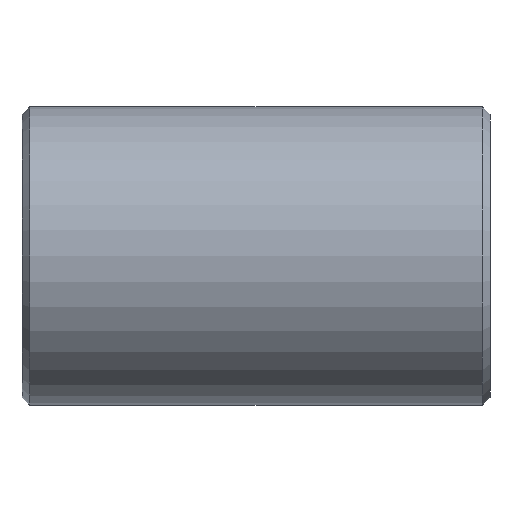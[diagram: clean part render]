
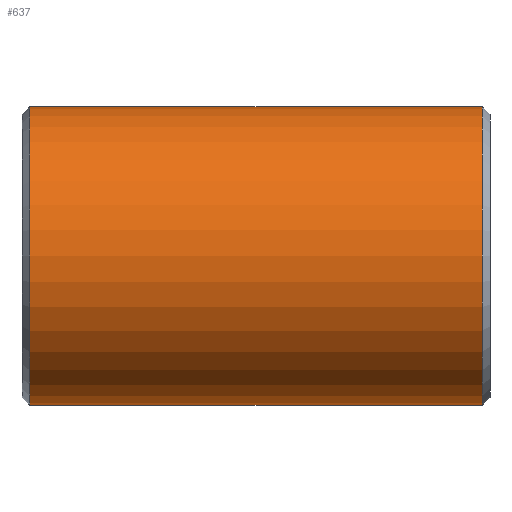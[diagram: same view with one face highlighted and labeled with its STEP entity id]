
A CAD part, front view. The second image highlights one B-rep face of the part: STEP entity #637.
In plain terms, the highlighted cylindrical face has radius 161.925 mm (diameter 323.85 mm), a partial arc.
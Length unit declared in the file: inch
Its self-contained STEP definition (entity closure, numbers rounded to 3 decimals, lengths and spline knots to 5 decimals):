
#6 = DIRECTION ( 'NONE',  ( -1., 0., 0. ) ) ;
#17 = ORIENTED_EDGE ( 'NONE', *, *, #162, .T. ) ;
#32 = ORIENTED_EDGE ( 'NONE', *, *, #446, .T. ) ;
#49 = DIRECTION ( 'NONE',  ( 1., 0., 0. ) ) ;
#63 = AXIS2_PLACEMENT_3D ( 'NONE', #528, #6, #344 ) ;
#81 = EDGE_CURVE ( 'NONE', #337, #824, #201, .T. ) ;
#116 = VECTOR ( 'NONE', #140, 39.37008 ) ;
#132 = CARTESIAN_POINT ( 'NONE',  ( 10., 0., 6.375 ) ) ;
#140 = DIRECTION ( 'NONE',  ( -1., 0., 0. ) ) ;
#162 = EDGE_CURVE ( 'NONE', #575, #294, #255, .T. ) ;
#180 = ORIENTED_EDGE ( 'NONE', *, *, #81, .T. ) ;
#183 = DIRECTION ( 'NONE',  ( 0., 0., -1. ) ) ;
#201 = CIRCLE ( 'NONE', #425, 6.375 ) ;
#207 = CARTESIAN_POINT ( 'NONE',  ( -9.66667, 0., 6.375 ) ) ;
#248 = CARTESIAN_POINT ( 'NONE',  ( 9.66667, 0., 0. ) ) ;
#255 = CIRCLE ( 'NONE', #648, 6.375 ) ;
#294 = VERTEX_POINT ( 'NONE', #545 ) ;
#300 = EDGE_LOOP ( 'NONE', ( #638, #17, #32, #180 ) ) ;
#311 = DIRECTION ( 'NONE',  ( 0., 0., 1. ) ) ;
#332 = FACE_OUTER_BOUND ( 'NONE', #300, .T. ) ;
#337 = VERTEX_POINT ( 'NONE', #207 ) ;
#344 = DIRECTION ( 'NONE',  ( 0., 0., 1. ) ) ;
#407 = CYLINDRICAL_SURFACE ( 'NONE', #63, 6.375 ) ;
#412 = DIRECTION ( 'NONE',  ( -1., 0., 0. ) ) ;
#425 = AXIS2_PLACEMENT_3D ( 'NONE', #514, #49, #311 ) ;
#442 = VECTOR ( 'NONE', #412, 39.37008 ) ;
#446 = EDGE_CURVE ( 'NONE', #294, #337, #804, .T. ) ;
#514 = CARTESIAN_POINT ( 'NONE',  ( -9.66667, 0., 0. ) ) ;
#525 = CARTESIAN_POINT ( 'NONE',  ( 10., 0., -6.375 ) ) ;
#528 = CARTESIAN_POINT ( 'NONE',  ( 10., 0., 0. ) ) ;
#538 = LINE ( 'NONE', #525, #442 ) ;
#545 = CARTESIAN_POINT ( 'NONE',  ( 9.66667, 0., 6.375 ) ) ;
#568 = CARTESIAN_POINT ( 'NONE',  ( 9.66667, 0., -6.375 ) ) ;
#575 = VERTEX_POINT ( 'NONE', #568 ) ;
#637 = ADVANCED_FACE ( 'NONE', ( #332 ), #407, .T. ) ;
#638 = ORIENTED_EDGE ( 'NONE', *, *, #670, .F. ) ;
#648 = AXIS2_PLACEMENT_3D ( 'NONE', #248, #780, #183 ) ;
#670 = EDGE_CURVE ( 'NONE', #575, #824, #538, .T. ) ;
#763 = CARTESIAN_POINT ( 'NONE',  ( -9.66667, 0., -6.375 ) ) ;
#780 = DIRECTION ( 'NONE',  ( -1., 0., 0. ) ) ;
#804 = LINE ( 'NONE', #132, #116 ) ;
#824 = VERTEX_POINT ( 'NONE', #763 ) ;
